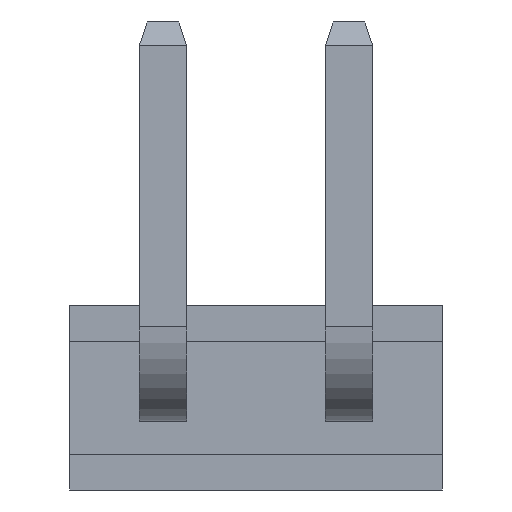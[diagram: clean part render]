
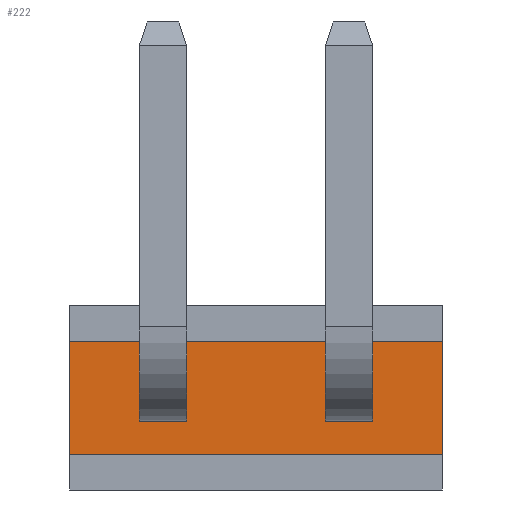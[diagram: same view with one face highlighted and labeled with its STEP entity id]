
A CAD part, front view. The second image highlights one B-rep face of the part: STEP entity #222.
In plain terms, the highlighted planar face has unit normal (0, -1, 0).
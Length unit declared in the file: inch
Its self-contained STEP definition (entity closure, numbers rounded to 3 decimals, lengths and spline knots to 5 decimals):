
#222 = ADVANCED_FACE( '', ( #438, #439, #440 ), #441, .F. );
#438 = FACE_BOUND( '', #664, .T. );
#439 = FACE_BOUND( '', #665, .T. );
#440 = FACE_OUTER_BOUND( '', #666, .T. );
#441 = PLANE( '', #667 );
#664 = EDGE_LOOP( '', ( #1083, #1084, #1085, #1086 ) );
#665 = EDGE_LOOP( '', ( #1087, #1088, #1089, #1090 ) );
#666 = EDGE_LOOP( '', ( #1091, #1092, #1093, #1094 ) );
#667 = AXIS2_PLACEMENT_3D( '', #1095, #1096, #1097 );
#1083 = ORIENTED_EDGE( '', *, *, #1552, .T. );
#1084 = ORIENTED_EDGE( '', *, *, #1522, .T. );
#1085 = ORIENTED_EDGE( '', *, *, #1553, .T. );
#1086 = ORIENTED_EDGE( '', *, *, #1554, .T. );
#1087 = ORIENTED_EDGE( '', *, *, #1555, .T. );
#1088 = ORIENTED_EDGE( '', *, *, #1435, .T. );
#1089 = ORIENTED_EDGE( '', *, *, #1556, .T. );
#1090 = ORIENTED_EDGE( '', *, *, #1557, .T. );
#1091 = ORIENTED_EDGE( '', *, *, #1464, .T. );
#1092 = ORIENTED_EDGE( '', *, *, #1518, .F. );
#1093 = ORIENTED_EDGE( '', *, *, #1558, .F. );
#1094 = ORIENTED_EDGE( '', *, *, #1559, .T. );
#1095 = CARTESIAN_POINT( '', ( -0.07874, 0.01, -0.024 ) );
#1096 = DIRECTION( '', ( 0., 1., 0. ) );
#1097 = DIRECTION( '', ( 0., 0., 1. ) );
#1435 = EDGE_CURVE( '', #1708, #1709, #1710, .T. );
#1464 = EDGE_CURVE( '', #1756, #1754, #1757, .T. );
#1518 = EDGE_CURVE( '', #1835, #1754, #1837, .T. );
#1522 = EDGE_CURVE( '', #1841, #1842, #1843, .T. );
#1552 = EDGE_CURVE( '', #1885, #1841, #1886, .T. );
#1553 = EDGE_CURVE( '', #1842, #1887, #1888, .T. );
#1554 = EDGE_CURVE( '', #1887, #1885, #1889, .T. );
#1555 = EDGE_CURVE( '', #1890, #1708, #1891, .T. );
#1556 = EDGE_CURVE( '', #1709, #1892, #1893, .T. );
#1557 = EDGE_CURVE( '', #1892, #1890, #1894, .T. );
#1558 = EDGE_CURVE( '', #1895, #1835, #1896, .T. );
#1559 = EDGE_CURVE( '', #1895, #1756, #1897, .T. );
#1708 = VERTEX_POINT( '', #2088 );
#1709 = VERTEX_POINT( '', #2089 );
#1710 = LINE( '', #2090, #2091 );
#1754 = VERTEX_POINT( '', #2157 );
#1756 = VERTEX_POINT( '', #2160 );
#1757 = LINE( '', #2161, #2162 );
#1835 = VERTEX_POINT( '', #2279 );
#1837 = LINE( '', #2282, #2283 );
#1841 = VERTEX_POINT( '', #2288 );
#1842 = VERTEX_POINT( '', #2289 );
#1843 = LINE( '', #2290, #2291 );
#1885 = VERTEX_POINT( '', #2356 );
#1886 = LINE( '', #2357, #2358 );
#1887 = VERTEX_POINT( '', #2359 );
#1888 = LINE( '', #2360, #2361 );
#1889 = LINE( '', #2362, #2363 );
#1890 = VERTEX_POINT( '', #2364 );
#1891 = LINE( '', #2365, #2366 );
#1892 = VERTEX_POINT( '', #2367 );
#1893 = LINE( '', #2368, #2369 );
#1894 = LINE( '', #2370, #2371 );
#1895 = VERTEX_POINT( '', #2372 );
#1896 = LINE( '', #2373, #2374 );
#1897 = LINE( '', #2375, #2376 );
#2088 = CARTESIAN_POINT( '', ( -0.04937, 0.01, 0.01 ) );
#2089 = CARTESIAN_POINT( '', ( -0.02937, 0.01, 0.01 ) );
#2090 = CARTESIAN_POINT( '', ( -0.04937, 0.01, 0.01 ) );
#2091 = VECTOR( '', #2529, 39.37008 );
#2157 = CARTESIAN_POINT( '', ( 0.07874, 0.01, 0.024 ) );
#2160 = CARTESIAN_POINT( '', ( 0.07874, 0.01, -0.024 ) );
#2161 = CARTESIAN_POINT( '', ( 0.07874, 0.01, -0.024 ) );
#2162 = VECTOR( '', #2553, 39.37008 );
#2279 = CARTESIAN_POINT( '', ( -0.07874, 0.01, 0.024 ) );
#2282 = CARTESIAN_POINT( '', ( -0.07874, 0.01, 0.024 ) );
#2283 = VECTOR( '', #2594, 39.37008 );
#2288 = CARTESIAN_POINT( '', ( 0.02937, 0.01, 0.01 ) );
#2289 = CARTESIAN_POINT( '', ( 0.04937, 0.01, 0.01 ) );
#2290 = CARTESIAN_POINT( '', ( 0.02937, 0.01, 0.01 ) );
#2291 = VECTOR( '', #2596, 39.37008 );
#2356 = CARTESIAN_POINT( '', ( 0.02937, 0.01, -0.01 ) );
#2357 = CARTESIAN_POINT( '', ( 0.02937, 0.01, -0.01 ) );
#2358 = VECTOR( '', #2620, 39.37008 );
#2359 = CARTESIAN_POINT( '', ( 0.04937, 0.01, -0.01 ) );
#2360 = CARTESIAN_POINT( '', ( 0.04937, 0.01, 0.01 ) );
#2361 = VECTOR( '', #2621, 39.37008 );
#2362 = CARTESIAN_POINT( '', ( 0.04937, 0.01, -0.01 ) );
#2363 = VECTOR( '', #2622, 39.37008 );
#2364 = CARTESIAN_POINT( '', ( -0.04937, 0.01, -0.01 ) );
#2365 = CARTESIAN_POINT( '', ( -0.04937, 0.01, -0.01 ) );
#2366 = VECTOR( '', #2623, 39.37008 );
#2367 = CARTESIAN_POINT( '', ( -0.02937, 0.01, -0.01 ) );
#2368 = CARTESIAN_POINT( '', ( -0.02937, 0.01, 0.01 ) );
#2369 = VECTOR( '', #2624, 39.37008 );
#2370 = CARTESIAN_POINT( '', ( -0.02937, 0.01, -0.01 ) );
#2371 = VECTOR( '', #2625, 39.37008 );
#2372 = CARTESIAN_POINT( '', ( -0.07874, 0.01, -0.024 ) );
#2373 = CARTESIAN_POINT( '', ( -0.07874, 0.01, -0.024 ) );
#2374 = VECTOR( '', #2626, 39.37008 );
#2375 = CARTESIAN_POINT( '', ( -0.07874, 0.01, -0.024 ) );
#2376 = VECTOR( '', #2627, 39.37008 );
#2529 = DIRECTION( '', ( 1., 0., 0. ) );
#2553 = DIRECTION( '', ( 0., 0., 1. ) );
#2594 = DIRECTION( '', ( 1., 0., 0. ) );
#2596 = DIRECTION( '', ( 1., 0., 0. ) );
#2620 = DIRECTION( '', ( 0., 0., 1. ) );
#2621 = DIRECTION( '', ( 0., 0., -1. ) );
#2622 = DIRECTION( '', ( -1., 0., 0. ) );
#2623 = DIRECTION( '', ( 0., 0., 1. ) );
#2624 = DIRECTION( '', ( 0., 0., -1. ) );
#2625 = DIRECTION( '', ( -1., 0., 0. ) );
#2626 = DIRECTION( '', ( 0., 0., 1. ) );
#2627 = DIRECTION( '', ( 1., 0., 0. ) );
